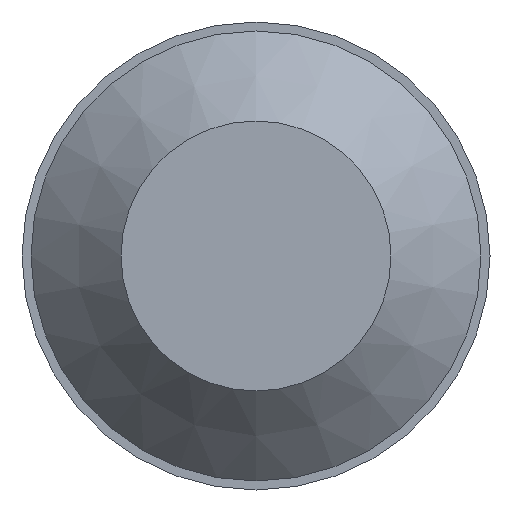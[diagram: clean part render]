
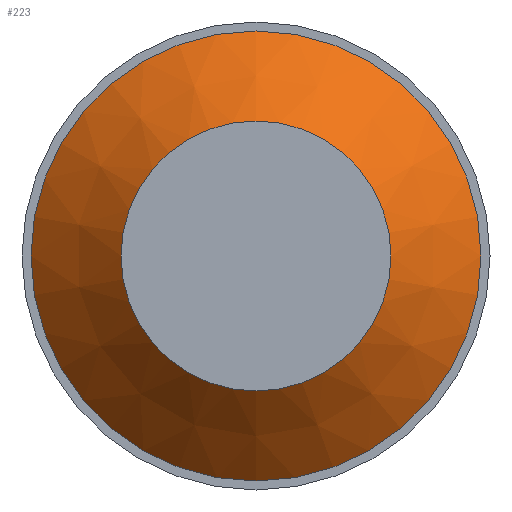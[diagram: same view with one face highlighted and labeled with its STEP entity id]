
A CAD part, front view. The second image highlights one B-rep face of the part: STEP entity #223.
In plain terms, the highlighted conical face has half-angle 44.999 degrees and reference radius 1.25 mm.
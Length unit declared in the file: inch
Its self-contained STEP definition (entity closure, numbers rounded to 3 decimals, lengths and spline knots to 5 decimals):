
#26=CONICAL_SURFACE('',#278,0.04921,0.785);
#33=FACE_OUTER_BOUND('',#46,.T.);
#46=EDGE_LOOP('',(#186,#187,#188,#189,#190,#191));
#63=LINE('',#429,#70);
#70=VECTOR('',#353,0.04921);
#89=CIRCLE('',#273,0.04921);
#90=CIRCLE('',#274,0.04921);
#93=CIRCLE('',#279,0.02953);
#94=CIRCLE('',#280,0.02953);
#113=VERTEX_POINT('',#416);
#114=VERTEX_POINT('',#418);
#117=VERTEX_POINT('',#428);
#118=VERTEX_POINT('',#430);
#142=EDGE_CURVE('',#113,#114,#89,.T.);
#143=EDGE_CURVE('',#114,#113,#90,.T.);
#147=EDGE_CURVE('',#113,#117,#63,.T.);
#148=EDGE_CURVE('',#117,#118,#93,.T.);
#149=EDGE_CURVE('',#118,#117,#94,.T.);
#186=ORIENTED_EDGE('',*,*,#143,.F.);
#187=ORIENTED_EDGE('',*,*,#142,.F.);
#188=ORIENTED_EDGE('',*,*,#147,.T.);
#189=ORIENTED_EDGE('',*,*,#148,.T.);
#190=ORIENTED_EDGE('',*,*,#149,.T.);
#191=ORIENTED_EDGE('',*,*,#147,.F.);
#223=ADVANCED_FACE('',(#33),#26,.T.);
#273=AXIS2_PLACEMENT_3D('',#419,#340,#341);
#274=AXIS2_PLACEMENT_3D('',#420,#342,#343);
#278=AXIS2_PLACEMENT_3D('',#427,#351,#352);
#279=AXIS2_PLACEMENT_3D('',#431,#354,#355);
#280=AXIS2_PLACEMENT_3D('',#432,#356,#357);
#340=DIRECTION('center_axis',(0.,1.,0.));
#341=DIRECTION('ref_axis',(0.,0.,1.));
#342=DIRECTION('center_axis',(0.,1.,0.));
#343=DIRECTION('ref_axis',(0.,0.,1.));
#351=DIRECTION('center_axis',(0.,1.,0.));
#352=DIRECTION('ref_axis',(0.,0.,1.));
#353=DIRECTION('',(0.,-0.707,0.707));
#354=DIRECTION('center_axis',(0.,1.,0.));
#355=DIRECTION('ref_axis',(0.,0.,1.));
#356=DIRECTION('center_axis',(0.,1.,0.));
#357=DIRECTION('ref_axis',(0.,0.,1.));
#416=CARTESIAN_POINT('',(0.,-1.19685,-0.04921));
#418=CARTESIAN_POINT('',(0.,-1.19685,0.04921));
#419=CARTESIAN_POINT('Origin',(0.,-1.19685,0.));
#420=CARTESIAN_POINT('Origin',(0.,-1.19685,0.));
#427=CARTESIAN_POINT('Origin',(0.,-1.19685,0.));
#428=CARTESIAN_POINT('',(0.,-1.21654,-0.02953));
#429=CARTESIAN_POINT('',(0.,-1.19685,-0.04921));
#430=CARTESIAN_POINT('',(0.,-1.21654,0.02953));
#431=CARTESIAN_POINT('Origin',(0.,-1.21654,0.));
#432=CARTESIAN_POINT('Origin',(0.,-1.21654,0.));
